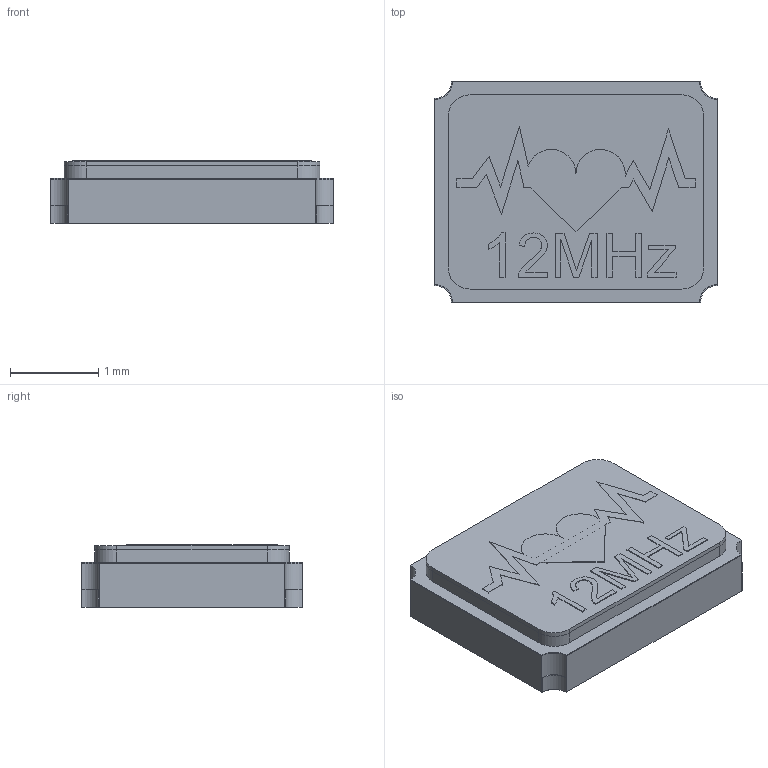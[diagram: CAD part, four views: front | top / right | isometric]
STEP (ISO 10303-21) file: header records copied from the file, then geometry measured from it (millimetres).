
FILE_DESCRIPTION(/* description */ (''),/* implementation_level */ '2;1');
FILE_NAME(/* name */ 'Crystal3225_24GND.step',/* time_stamp */ '2022-04-24T12:51:00-06:00',/* author */ (''),/* organization */ (''),/* preprocessor_version */ 'ST-DEVELOPER v18.1',/* originating_system */ 'Autodesk Translation Framework v10.14.0.1471',/* authorisation */ '');
FILE_SCHEMA (('AUTOMOTIVE_DESIGN { 1 0 10303 214 3 1 1 }'));
Length unit declared in the file: millimetre
Products named in the file (1): Crystal3225_24GND
Bounding box: 3.2 x 2.5 x 0.71 mm (x, y, z)
Volume: 5.3 mm3; surface area: 55.9 mm2
Topology: 14 solids, 14 shells, 187 faces, 477 edges, 318 vertices
Faces by surface type: plane 129, cylinder 32, bspline 26
Entity records: 5900 total; most frequent: CARTESIAN_POINT 1425, ORIENTED_EDGE 954, DIRECTION 813, EDGE_CURVE 477, LINE 361, VECTOR 361, VERTEX_POINT 318, AXIS2_PLACEMENT_3D 226
